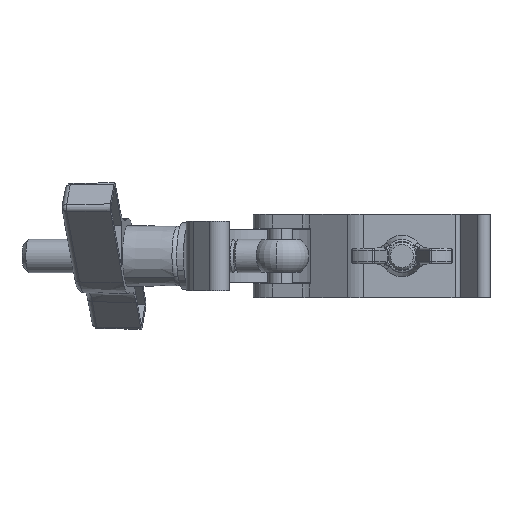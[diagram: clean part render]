
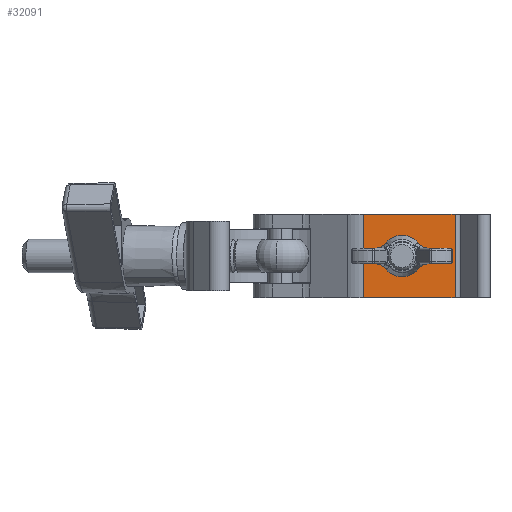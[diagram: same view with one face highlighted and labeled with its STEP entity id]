
A CAD part, front view. The second image highlights one B-rep face of the part: STEP entity #32091.
In plain terms, the highlighted planar face has unit normal (0, -1, 0).
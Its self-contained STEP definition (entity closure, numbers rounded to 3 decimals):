
#285 = CARTESIAN_POINT ( 'NONE',  ( 45.642, 0., -14.95 ) ) ;
#575 = PLANE ( 'NONE',  #3375 ) ;
#1045 = DIRECTION ( 'NONE',  ( 1., 0., 0. ) ) ;
#1410 = LINE ( 'NONE', #27966, #27279 ) ;
#2280 = VERTEX_POINT ( 'NONE', #31458 ) ;
#2423 = EDGE_CURVE ( 'NONE', #2280, #30127, #9150, .T. ) ;
#2459 = ORIENTED_EDGE ( 'NONE', *, *, #5783, .T. ) ;
#2877 = FACE_OUTER_BOUND ( 'NONE', #15385, .T. ) ;
#3179 = CARTESIAN_POINT ( 'NONE',  ( 12.579, 0., -14.95 ) ) ;
#3375 = AXIS2_PLACEMENT_3D ( 'NONE', #30687, #5788, #15182 ) ;
#3688 = CIRCLE ( 'NONE', #5267, 6.35 ) ;
#4956 = EDGE_LOOP ( 'NONE', ( #9750, #9100 ) ) ;
#5267 = AXIS2_PLACEMENT_3D ( 'NONE', #21253, #16378, #21588 ) ;
#5568 = CARTESIAN_POINT ( 'NONE',  ( 31.66, 0., 0. ) ) ;
#5741 = VERTEX_POINT ( 'NONE', #18104 ) ;
#5783 = EDGE_CURVE ( 'NONE', #5741, #13344, #15494, .T. ) ;
#5788 = DIRECTION ( 'NONE',  ( 0., 1., 0. ) ) ;
#6466 = EDGE_CURVE ( 'NONE', #19006, #13344, #1410, .T. ) ;
#7397 = VECTOR ( 'NONE', #14413, 1000. ) ;
#7734 = FACE_BOUND ( 'NONE', #4956, .T. ) ;
#7814 = DIRECTION ( 'NONE',  ( 0., 0., -1. ) ) ;
#8444 = DIRECTION ( 'NONE',  ( 0., 1., 0. ) ) ;
#8556 = DIRECTION ( 'NONE',  ( 0., 0., -1. ) ) ;
#8655 = AXIS2_PLACEMENT_3D ( 'NONE', #5568, #8444, #7814 ) ;
#9100 = ORIENTED_EDGE ( 'NONE', *, *, #30631, .T. ) ;
#9150 = CIRCLE ( 'NONE', #8655, 6.35 ) ;
#9276 = CARTESIAN_POINT ( 'NONE',  ( 12.579, 0., 14.95 ) ) ;
#9750 = ORIENTED_EDGE ( 'NONE', *, *, #2423, .T. ) ;
#10388 = ORIENTED_EDGE ( 'NONE', *, *, #6466, .F. ) ;
#12461 = CARTESIAN_POINT ( 'NONE',  ( 12.579, 0., 14.95 ) ) ;
#13344 = VERTEX_POINT ( 'NONE', #285 ) ;
#13446 = EDGE_CURVE ( 'NONE', #26120, #5741, #24848, .T. ) ;
#14413 = DIRECTION ( 'NONE',  ( 0., 0., -1. ) ) ;
#14937 = ORIENTED_EDGE ( 'NONE', *, *, #13446, .T. ) ;
#15182 = DIRECTION ( 'NONE',  ( 0., 0., 1. ) ) ;
#15385 = EDGE_LOOP ( 'NONE', ( #2459, #10388, #16375, #14937 ) ) ;
#15494 = LINE ( 'NONE', #3179, #30904 ) ;
#16375 = ORIENTED_EDGE ( 'NONE', *, *, #17748, .F. ) ;
#16378 = DIRECTION ( 'NONE',  ( 0., 1., 0. ) ) ;
#17748 = EDGE_CURVE ( 'NONE', #26120, #19006, #27338, .T. ) ;
#18104 = CARTESIAN_POINT ( 'NONE',  ( 12.579, 0., -14.95 ) ) ;
#19006 = VERTEX_POINT ( 'NONE', #23825 ) ;
#21253 = CARTESIAN_POINT ( 'NONE',  ( 31.66, 0., 0. ) ) ;
#21588 = DIRECTION ( 'NONE',  ( 0., 0., -1. ) ) ;
#23825 = CARTESIAN_POINT ( 'NONE',  ( 45.642, 0., 14.95 ) ) ;
#24848 = LINE ( 'NONE', #12461, #7397 ) ;
#25645 = VECTOR ( 'NONE', #27498, 1000. ) ;
#26120 = VERTEX_POINT ( 'NONE', #9276 ) ;
#27279 = VECTOR ( 'NONE', #8556, 1000. ) ;
#27338 = LINE ( 'NONE', #27650, #25645 ) ;
#27498 = DIRECTION ( 'NONE',  ( 1., 0., 0. ) ) ;
#27650 = CARTESIAN_POINT ( 'NONE',  ( 12.579, 0., 14.95 ) ) ;
#27966 = CARTESIAN_POINT ( 'NONE',  ( 45.642, 0., 14.95 ) ) ;
#30127 = VERTEX_POINT ( 'NONE', #31831 ) ;
#30631 = EDGE_CURVE ( 'NONE', #30127, #2280, #3688, .T. ) ;
#30687 = CARTESIAN_POINT ( 'NONE',  ( 12.579, 0., 14.95 ) ) ;
#30904 = VECTOR ( 'NONE', #1045, 1000. ) ;
#31458 = CARTESIAN_POINT ( 'NONE',  ( 31.66, 0., -6.35 ) ) ;
#31831 = CARTESIAN_POINT ( 'NONE',  ( 31.66, 0., 6.35 ) ) ;
#32091 = ADVANCED_FACE ( 'NONE', ( #7734, #2877 ), #575, .F. ) ;
